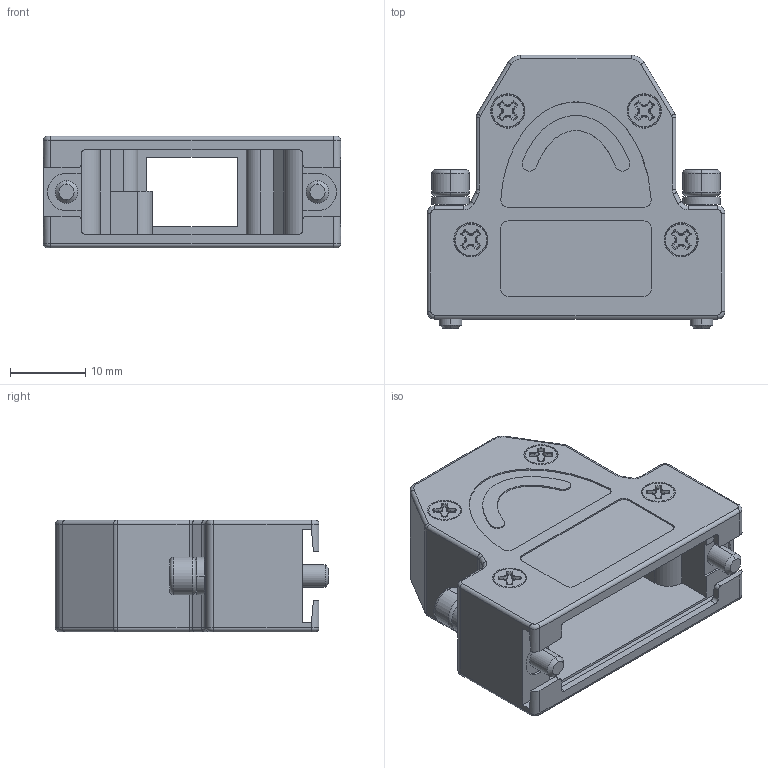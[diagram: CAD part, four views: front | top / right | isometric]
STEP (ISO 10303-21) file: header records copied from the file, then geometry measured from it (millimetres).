
FILE_DESCRIPTION(('Creo Elements/Direct Modeling STEP Export'),'2;1');
FILE_NAME('0ln7uvk5he4dafn3496','2022-02-28T 8:53:19',(''),(''),'Creo Elements/Direct Modeling STEP processor for AP214 (Solid Model)','Creo Elements/Direct Modeling 20.1B 02-Apr-2019 (C) Parametric Technology GmbH','');
FILE_SCHEMA(('AUTOMOTIVE_DESIGN { 1 0 10303 214 1 1 1 1 }'));
Products named in the file (2): MPTAV_15
Assembly tree (1 placements, depth 2):
  MPTAV_15
    MPTAV_15
Bounding box: 39.5 x 36.3 x 14.8 mm (x, y, z)
Volume: 7010 mm3; surface area: 6878.6 mm2
Topology: 1 solids, 1 shells, 698 faces, 1658 edges, 976 vertices
Faces by surface type: bspline 256, cylinder 205, plane 147, torus 56, cone 28, extrusion 6
Entity records: 43642 total; most frequent: CARTESIAN_POINT 24999, ORIENTED_EDGE 3292, DIRECTION 1860, EDGE_CURVE 1646, VERTEX_POINT 976, EDGE_LOOP 730, COLOUR_RGB 699, FILL_AREA_STYLE_COLOUR 699
